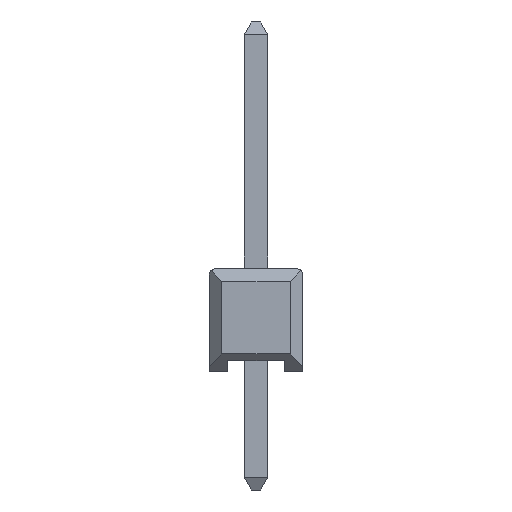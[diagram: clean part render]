
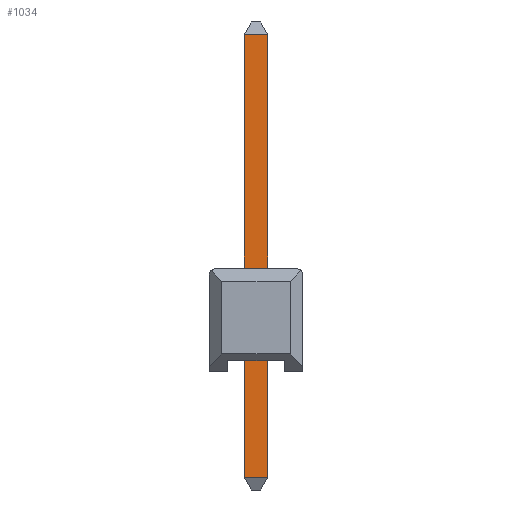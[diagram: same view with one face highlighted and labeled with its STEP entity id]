
A CAD part, left-side view. The second image highlights one B-rep face of the part: STEP entity #1034.
In plain terms, the highlighted planar face has unit normal (-1, 0, 0).
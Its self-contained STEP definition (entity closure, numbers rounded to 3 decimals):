
#1034=ADVANCED_FACE('',(#1576),#18569,.T.);
#1576=FACE_OUTER_BOUND('',#2148,.T.);
#2148=EDGE_LOOP('',(#4823,#4824,#4825,#4826));
#4823=ORIENTED_EDGE('',*,*,#13085,.T.);
#4824=ORIENTED_EDGE('',*,*,#13084,.F.);
#4825=ORIENTED_EDGE('',*,*,#13086,.T.);
#4826=ORIENTED_EDGE('',*,*,#13075,.F.);
#7519=PCURVE('',#18096,#10227);
#7530=PCURVE('',#18097,#10238);
#7531=PCURVE('',#18569,#10239);
#7532=PCURVE('',#18569,#10240);
#7533=PCURVE('',#18569,#10241);
#7534=PCURVE('',#18569,#10242);
#7552=PCURVE('',#18574,#10260);
#7565=PCURVE('',#18577,#10273);
#10227=DEFINITIONAL_REPRESENTATION('',(#17080),#32154);
#10238=DEFINITIONAL_REPRESENTATION('',(#17100),#32154);
#10239=DEFINITIONAL_REPRESENTATION('',(#17102),#32154);
#10240=DEFINITIONAL_REPRESENTATION('',(#17103),#32154);
#10241=DEFINITIONAL_REPRESENTATION('',(#17105),#32154);
#10242=DEFINITIONAL_REPRESENTATION('',(#17106),#32154);
#10260=DEFINITIONAL_REPRESENTATION('',(#17132),#32154);
#10273=DEFINITIONAL_REPRESENTATION('',(#17152),#32154);
#11665=SURFACE_CURVE('',#17079,(#7519,#7534),.PCURVE_S1.);
#11674=SURFACE_CURVE('',#17099,(#7530,#7532),.PCURVE_S1.);
#11675=SURFACE_CURVE('',#17101,(#7531,#7552),.PCURVE_S1.);
#11676=SURFACE_CURVE('',#17104,(#7533,#7565),.PCURVE_S1.);
#13075=EDGE_CURVE('',#18054,#18052,#11665,.T.);
#13084=EDGE_CURVE('',#18058,#18059,#11674,.T.);
#13085=EDGE_CURVE('',#18054,#18059,#11675,.T.);
#13086=EDGE_CURVE('',#18058,#18052,#11676,.T.);
#17079=B_SPLINE_CURVE_WITH_KNOTS('',1,(#31626,#31627),.UNSPECIFIED.,.F.,
 .F.,(2,2),(-20.383,-11.156),.UNSPECIFIED.);
#17080=B_SPLINE_CURVE_WITH_KNOTS('',1,(#31628,#31629),.UNSPECIFIED.,.F.,
 .F.,(2,2),(-20.383,-11.156),.UNSPECIFIED.);
#17099=B_SPLINE_CURVE_WITH_KNOTS('',1,(#31672,#31673),.UNSPECIFIED.,.F.,
 .F.,(2,2),(-10.526,-1.298),.UNSPECIFIED.);
#17100=B_SPLINE_CURVE_WITH_KNOTS('',1,(#31674,#31675),.UNSPECIFIED.,.F.,
 .F.,(2,2),(-10.526,-1.298),.UNSPECIFIED.);
#17101=B_SPLINE_CURVE_WITH_KNOTS('',1,(#31676,#31677),.UNSPECIFIED.,.F.,
 .F.,(2,2),(0.,0.63),.UNSPECIFIED.);
#17102=B_SPLINE_CURVE_WITH_KNOTS('',1,(#31678,#31679),.UNSPECIFIED.,.F.,
 .F.,(2,2),(0.,0.63),.UNSPECIFIED.);
#17103=B_SPLINE_CURVE_WITH_KNOTS('',1,(#31680,#31681),.UNSPECIFIED.,.F.,
 .F.,(2,2),(-10.526,-1.298),.UNSPECIFIED.);
#17104=B_SPLINE_CURVE_WITH_KNOTS('',1,(#31682,#31683),.UNSPECIFIED.,.F.,
 .F.,(2,2),(10.526,11.156),.UNSPECIFIED.);
#17105=B_SPLINE_CURVE_WITH_KNOTS('',1,(#31684,#31685),.UNSPECIFIED.,.F.,
 .F.,(2,2),(10.526,11.156),.UNSPECIFIED.);
#17106=B_SPLINE_CURVE_WITH_KNOTS('',1,(#31686,#31687),.UNSPECIFIED.,.F.,
 .F.,(2,2),(-20.383,-11.156),.UNSPECIFIED.);
#17132=B_SPLINE_CURVE_WITH_KNOTS('',1,(#31738,#31739),.UNSPECIFIED.,.F.,
 .F.,(2,2),(0.,0.63),.UNSPECIFIED.);
#17152=B_SPLINE_CURVE_WITH_KNOTS('',1,(#31778,#31779),.UNSPECIFIED.,.F.,
 .F.,(2,2),(10.526,11.156),.UNSPECIFIED.);
#18052=VERTEX_POINT('',#31610);
#18054=VERTEX_POINT('',#31612);
#18058=VERTEX_POINT('',#31616);
#18059=VERTEX_POINT('',#31617);
#18096=B_SPLINE_SURFACE_WITH_KNOTS('',1,1,((#31590,#31591),(#31592,#31593)),
 .UNSPECIFIED.,.F.,.F.,.F.,(2,2),(2,2),(-9.358,0.093),
(-0.64,0.01),.UNSPECIFIED.);
#18097=B_SPLINE_SURFACE_WITH_KNOTS('',1,1,((#31595,#31596),(#31597,#31598)),
 .UNSPECIFIED.,.F.,.F.,.F.,(2,2),(2,2),(-0.64,0.01),(-9.358,
0.093),.UNSPECIFIED.);
#18569=PLANE('',#19071);
#18574=PLANE('',#19076);
#18577=PLANE('',#19079);
#19071=AXIS2_PLACEMENT_3D('',#31599,#19558,$);
#19076=AXIS2_PLACEMENT_3D('',#31604,#19563,$);
#19079=AXIS2_PLACEMENT_3D('',#31607,#19566,$);
#19558=DIRECTION('',(-1.,0.,0.));
#19563=DIRECTION('',(-0.873,0.,0.488));
#19566=DIRECTION('',(-0.873,0.,-0.487));
#31590=CARTESIAN_POINT('',(-0.325,-0.315,9.326));
#31591=CARTESIAN_POINT('',(0.325,-0.315,9.326));
#31592=CARTESIAN_POINT('',(-0.325,-0.315,-2.981));
#31593=CARTESIAN_POINT('',(0.325,-0.315,-2.981));
#31595=CARTESIAN_POINT('',(-0.325,0.315,9.326));
#31596=CARTESIAN_POINT('',(-0.325,0.315,-2.981));
#31597=CARTESIAN_POINT('',(0.325,0.315,9.326));
#31598=CARTESIAN_POINT('',(0.325,0.315,-2.981));
#31599=CARTESIAN_POINT('',(-0.315,-0.325,9.326));
#31604=CARTESIAN_POINT('',(-0.12,-0.325,9.504));
#31607=CARTESIAN_POINT('',(-0.12,-0.325,-3.209));
#31610=CARTESIAN_POINT('',(-0.315,-0.315,-2.86));
#31612=CARTESIAN_POINT('',(-0.315,-0.315,9.156));
#31616=CARTESIAN_POINT('',(-0.315,0.315,-2.86));
#31617=CARTESIAN_POINT('',(-0.315,0.315,9.156));
#31626=CARTESIAN_POINT('',(-0.315,-0.315,9.156));
#31627=CARTESIAN_POINT('',(-0.315,-0.315,-2.86));
#31628=CARTESIAN_POINT('',(-9.227,-0.63));
#31629=CARTESIAN_POINT('',(0.,-0.63));
#31672=CARTESIAN_POINT('',(-0.315,0.315,-2.86));
#31673=CARTESIAN_POINT('',(-0.315,0.315,9.156));
#31674=CARTESIAN_POINT('',(-0.63,0.));
#31675=CARTESIAN_POINT('',(-0.63,-9.227));
#31676=CARTESIAN_POINT('',(-0.315,-0.315,9.156));
#31677=CARTESIAN_POINT('',(-0.315,0.315,9.156));
#31678=CARTESIAN_POINT('',(0.,0.038));
#31679=CARTESIAN_POINT('',(0.63,0.038));
#31680=CARTESIAN_POINT('',(0.63,9.266));
#31681=CARTESIAN_POINT('',(0.63,0.038));
#31682=CARTESIAN_POINT('',(-0.315,0.315,-2.86));
#31683=CARTESIAN_POINT('',(-0.315,-0.315,-2.86));
#31684=CARTESIAN_POINT('',(0.63,9.266));
#31685=CARTESIAN_POINT('',(0.,9.266));
#31686=CARTESIAN_POINT('',(0.,0.038));
#31687=CARTESIAN_POINT('',(0.,9.266));
#31738=CARTESIAN_POINT('',(-0.44,0.39));
#31739=CARTESIAN_POINT('',(0.19,0.39));
#31778=CARTESIAN_POINT('',(0.389,0.19));
#31779=CARTESIAN_POINT('',(0.389,-0.44));
#32154=(
GEOMETRIC_REPRESENTATION_CONTEXT(2)
PARAMETRIC_REPRESENTATION_CONTEXT()
REPRESENTATION_CONTEXT('pspace','')
);
